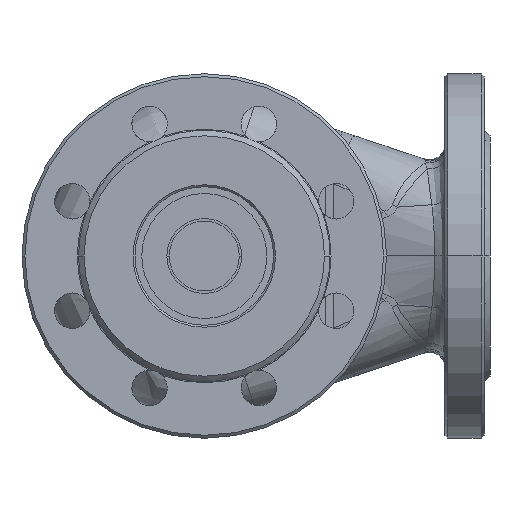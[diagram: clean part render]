
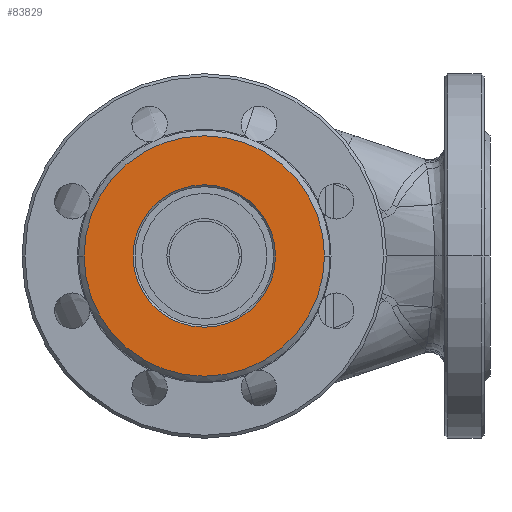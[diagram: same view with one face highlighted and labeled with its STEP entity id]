
A CAD part, front view. The second image highlights one B-rep face of the part: STEP entity #83829.
In plain terms, the highlighted planar face has unit normal (0, -1, 0).
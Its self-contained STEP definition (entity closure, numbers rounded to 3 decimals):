
#6425 = CIRCLE ( 'NONE', #27560, 61. ) ;
#8729 = CARTESIAN_POINT ( 'NONE',  ( 0., -109.5, 0. ) ) ;
#9951 = ORIENTED_EDGE ( 'NONE', *, *, #112765, .T. ) ;
#11286 = CARTESIAN_POINT ( 'NONE',  ( 0., -109.5, 36.15 ) ) ;
#11468 = EDGE_CURVE ( 'NONE', #59216, #29779, #113872, .T. ) ;
#11667 = ORIENTED_EDGE ( 'NONE', *, *, #75392, .T. ) ;
#13043 = AXIS2_PLACEMENT_3D ( 'NONE', #43647, #106061, #52619 ) ;
#15729 = FACE_BOUND ( 'NONE', #63233, .T. ) ;
#15890 = AXIS2_PLACEMENT_3D ( 'NONE', #32799, #95222, #41793 ) ;
#18228 = AXIS2_PLACEMENT_3D ( 'NONE', #8729, #71167, #19281 ) ;
#18782 = EDGE_CURVE ( 'NONE', #29779, #59216, #6425, .T. ) ;
#19281 = DIRECTION ( 'NONE',  ( 0., 0., -1. ) ) ;
#24620 = AXIS2_PLACEMENT_3D ( 'NONE', #40219, #101858, #49195 ) ;
#27560 = AXIS2_PLACEMENT_3D ( 'NONE', #36907, #99311, #45890 ) ;
#29779 = VERTEX_POINT ( 'NONE', #80671 ) ;
#32799 = CARTESIAN_POINT ( 'NONE',  ( 0., -109.5, 0. ) ) ;
#36907 = CARTESIAN_POINT ( 'NONE',  ( 0., -109.5, 0. ) ) ;
#39465 = PLANE ( 'NONE',  #24620 ) ;
#39504 = FACE_OUTER_BOUND ( 'NONE', #44648, .T. ) ;
#40219 = CARTESIAN_POINT ( 'NONE',  ( 0., -109.5, 0. ) ) ;
#41793 = DIRECTION ( 'NONE',  ( -1., 0., 0. ) ) ;
#43569 = VERTEX_POINT ( 'NONE', #65915 ) ;
#43647 = CARTESIAN_POINT ( 'NONE',  ( 0., -109.5, 0. ) ) ;
#44648 = EDGE_LOOP ( 'NONE', ( #72131, #72792 ) ) ;
#45890 = DIRECTION ( 'NONE',  ( -1., 0., 0. ) ) ;
#49195 = DIRECTION ( 'NONE',  ( -1., 0., 0. ) ) ;
#52619 = DIRECTION ( 'NONE',  ( 0., 0., -1. ) ) ;
#57158 = CIRCLE ( 'NONE', #13043, 36.15 ) ;
#59216 = VERTEX_POINT ( 'NONE', #77133 ) ;
#63233 = EDGE_LOOP ( 'NONE', ( #11667, #9951 ) ) ;
#65915 = CARTESIAN_POINT ( 'NONE',  ( 0., -109.5, -36.15 ) ) ;
#71167 = DIRECTION ( 'NONE',  ( 0., 1., 0. ) ) ;
#72131 = ORIENTED_EDGE ( 'NONE', *, *, #18782, .F. ) ;
#72792 = ORIENTED_EDGE ( 'NONE', *, *, #11468, .F. ) ;
#75392 = EDGE_CURVE ( 'NONE', #77801, #43569, #57158, .T. ) ;
#77133 = CARTESIAN_POINT ( 'NONE',  ( 61., -109.5, 0. ) ) ;
#77801 = VERTEX_POINT ( 'NONE', #11286 ) ;
#80671 = CARTESIAN_POINT ( 'NONE',  ( -61., -109.5, 0. ) ) ;
#83829 = ADVANCED_FACE ( 'NONE', ( #15729, #39504 ), #39465, .F. ) ;
#95222 = DIRECTION ( 'NONE',  ( 0., 1., 0. ) ) ;
#99311 = DIRECTION ( 'NONE',  ( 0., 1., 0. ) ) ;
#101858 = DIRECTION ( 'NONE',  ( 0., 1., 0. ) ) ;
#102806 = CIRCLE ( 'NONE', #18228, 36.15 ) ;
#106061 = DIRECTION ( 'NONE',  ( 0., 1., 0. ) ) ;
#112765 = EDGE_CURVE ( 'NONE', #43569, #77801, #102806, .T. ) ;
#113872 = CIRCLE ( 'NONE', #15890, 61. ) ;
